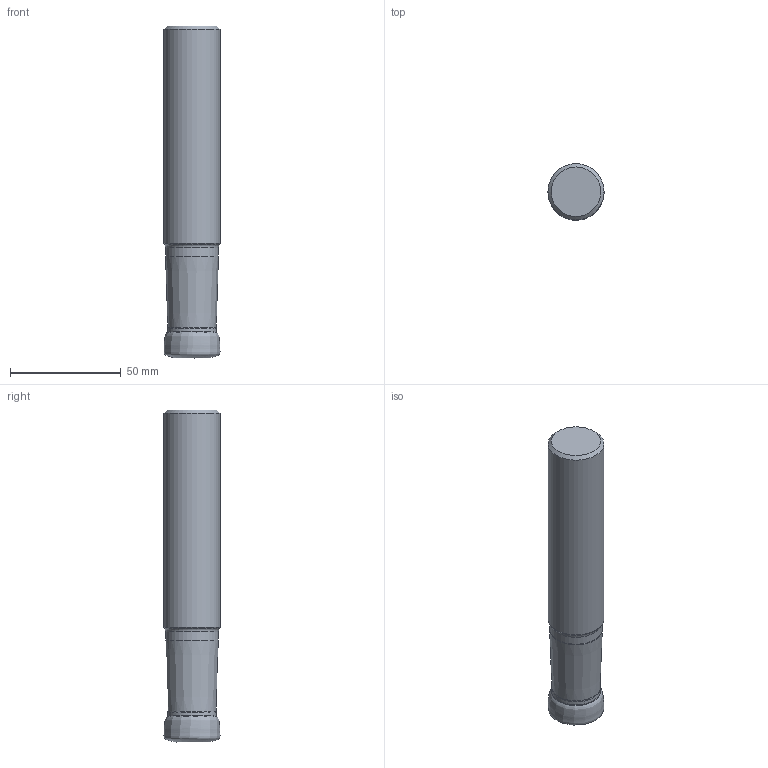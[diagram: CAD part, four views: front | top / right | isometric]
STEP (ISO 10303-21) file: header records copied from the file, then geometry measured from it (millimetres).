
FILE_DESCRIPTION(/* description */ (''),/* implementation_level */ '2;1');
FILE_NAME(/* name */ 'toolassembly_1.stp',/* time_stamp */ '2022-05-31T07:20:01+02:00',/* author */ (''),/* organization */ ('SMS'),/* preprocessor_version */ 'ST-DEVELOPER v16.7',/* originating_system */ 'SIEMENS PLM Software NX 12.0',/* authorisation */ '');
FILE_SCHEMA (('AUTOMOTIVE_DESIGN { 1 0 10303 214 3 1 1 1 }'));
Length unit declared in the file: millimetre
Products named in the file (4): CUT_20220531071848; NOCUT_20220531071822; ASSEMBLY_CONSTRUCTION; TOOLASSEMBLY_1
Assembly tree (3 placements, depth 2):
  TOOLASSEMBLY_1
    ASSEMBLY_CONSTRUCTION
    NOCUT_20220531071822
    CUT_20220531071848
Bounding box: 25.38 x 25.38 x 149.95 mm (x, y, z)
Volume: 75312.9 mm3; surface area: 14205 mm2
Topology: 2 solids, 2 shells, 23 faces, 49 edges, 36 vertices
Faces by surface type: cone 8, torus 5, bspline 4, plane 3, cylinder 2, revolution 1
Full cylindrical faces by diameter (mm): 23.883 x1, 25.383 x1
Entity records: 5316 total; most frequent: CARTESIAN_POINT 4759, DIRECTION 101, AXIS2_PLACEMENT_3D 50, EDGE_LOOP 42, ORIENTED_EDGE 42, FACE_BOUND 41, ADVANCED_FACE 23, VERTEX_POINT 22
